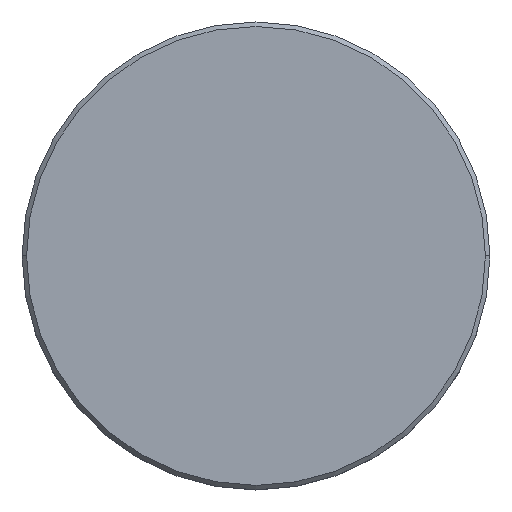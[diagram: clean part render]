
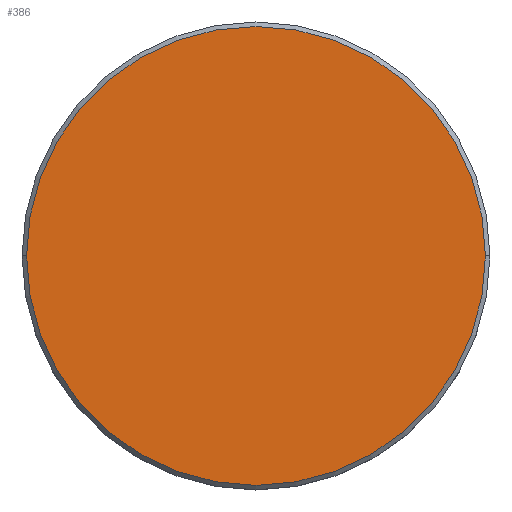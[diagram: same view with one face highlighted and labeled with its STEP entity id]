
A CAD part, top view. The second image highlights one B-rep face of the part: STEP entity #386.
In plain terms, the highlighted planar face has unit normal (0, 0, 1).
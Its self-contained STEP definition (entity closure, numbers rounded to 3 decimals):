
#89 = DIRECTION ( 'NONE',  ( 1., 0., 0. ) ) ;
#144 = AXIS2_PLACEMENT_3D ( 'NONE', #170, #527, #874 ) ;
#169 = CARTESIAN_POINT ( 'NONE',  ( 0., 0., 0. ) ) ;
#170 = CARTESIAN_POINT ( 'NONE',  ( 0., 0., 0. ) ) ;
#275 = DIRECTION ( 'NONE',  ( 0., 0., 1. ) ) ;
#343 = CARTESIAN_POINT ( 'NONE',  ( -25.5, 0., 0. ) ) ;
#355 = EDGE_LOOP ( 'NONE', ( #695, #394 ) ) ;
#386 = ADVANCED_FACE ( 'NONE', ( #492 ), #940, .T. ) ;
#394 = ORIENTED_EDGE ( 'NONE', *, *, #705, .T. ) ;
#492 = FACE_OUTER_BOUND ( 'NONE', #355, .T. ) ;
#527 = DIRECTION ( 'NONE',  ( 0., 0., 1. ) ) ;
#529 = VERTEX_POINT ( 'NONE', #343 ) ;
#624 = DIRECTION ( 'NONE',  ( 0., 0., 1. ) ) ;
#695 = ORIENTED_EDGE ( 'NONE', *, *, #867, .T. ) ;
#705 = EDGE_CURVE ( 'NONE', #814, #529, #1101, .T. ) ;
#713 = DIRECTION ( 'NONE',  ( 1., 0., 0. ) ) ;
#731 = CARTESIAN_POINT ( 'NONE',  ( 25.5, 0., 0. ) ) ;
#753 = AXIS2_PLACEMENT_3D ( 'NONE', #1085, #275, #89 ) ;
#814 = VERTEX_POINT ( 'NONE', #731 ) ;
#867 = EDGE_CURVE ( 'NONE', #529, #814, #1178, .T. ) ;
#874 = DIRECTION ( 'NONE',  ( 1., 0., 0. ) ) ;
#925 = AXIS2_PLACEMENT_3D ( 'NONE', #169, #624, #713 ) ;
#940 = PLANE ( 'NONE',  #925 ) ;
#1085 = CARTESIAN_POINT ( 'NONE',  ( 0., 0., 0. ) ) ;
#1101 = CIRCLE ( 'NONE', #144, 25.5 ) ;
#1178 = CIRCLE ( 'NONE', #753, 25.5 ) ;
